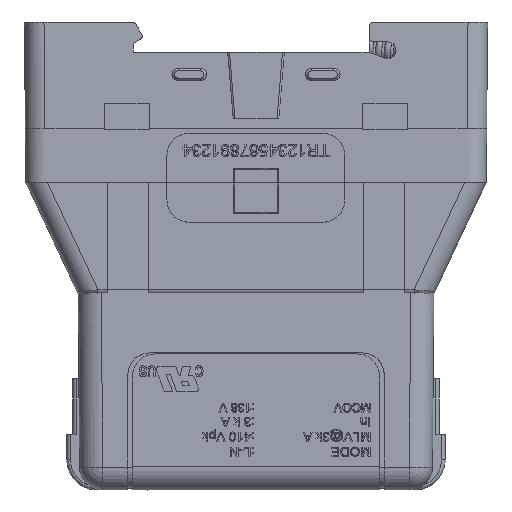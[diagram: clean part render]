
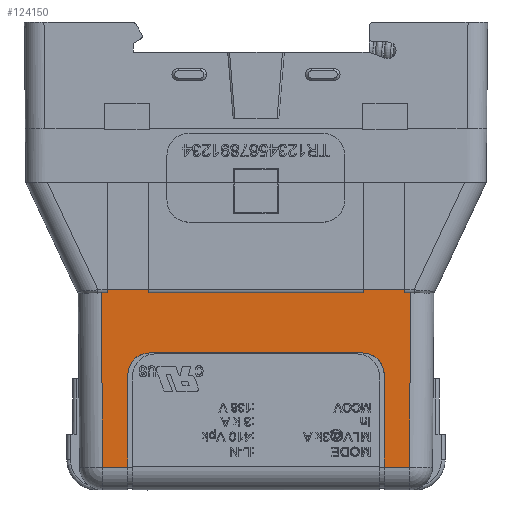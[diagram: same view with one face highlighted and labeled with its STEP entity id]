
A CAD part, front view. The second image highlights one B-rep face of the part: STEP entity #124150.
In plain terms, the highlighted planar face has unit normal (0, -1, -0.009).
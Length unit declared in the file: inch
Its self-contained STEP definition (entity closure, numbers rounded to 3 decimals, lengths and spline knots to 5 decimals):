
#4096 = DIRECTION ( 'NONE',  ( 0., 0.009, -1. ) ) ;
#5784 = LINE ( 'NONE', #169852, #173617 ) ;
#6588 = CARTESIAN_POINT ( 'NONE',  ( -0.72, -0.49131, -0.99613 ) ) ;
#7058 = LINE ( 'NONE', #10662, #217586 ) ;
#10662 = CARTESIAN_POINT ( 'NONE',  ( 0.72, -0.49131, -0.99613 ) ) ;
#12629 = VERTEX_POINT ( 'NONE', #16132 ) ;
#15020 = CARTESIAN_POINT ( 'NONE',  ( -0.86131, -0.49131, -0.99613 ) ) ;
#16132 = CARTESIAN_POINT ( 'NONE',  ( -0.6, -0.4969, -0.355 ) ) ;
#23333 = ORIENTED_EDGE ( 'NONE', *, *, #30912, .T. ) ;
#26603 = DIRECTION ( 'NONE',  ( 0., -0.009, 1. ) ) ;
#28567 = LINE ( 'NONE', #132328, #150684 ) ;
#29398 = EDGE_CURVE ( 'NONE', #103525, #93511, #7058, .T. ) ;
#30912 = EDGE_CURVE ( 'NONE', #12629, #106411, #181905, .T. ) ;
#34319 = ORIENTED_EDGE ( 'NONE', *, *, #85413, .T. ) ;
#34960 = VERTEX_POINT ( 'NONE', #206805 ) ;
#35473 = CARTESIAN_POINT ( 'NONE',  ( 1., -0.49131, -0.99613 ) ) ;
#37990 = VECTOR ( 'NONE', #162549, 39.37008 ) ;
#38569 = VERTEX_POINT ( 'NONE', #205494 ) ;
#40429 = EDGE_CURVE ( 'Edge1', #71642, #34960, #28567, .T. ) ;
#41162 = CARTESIAN_POINT ( 'NONE',  ( 0.6, -0.4969, -0.355 ) ) ;
#44307 = DIRECTION ( 'NONE',  ( 0.009, -0.009, 1. ) ) ;
#59424 = CARTESIAN_POINT ( 'NONE',  ( 0.67029, -0.4969, -0.355 ) ) ;
#66808 = AXIS2_PLACEMENT_3D ( 'NONE', #205119, #166991, #4096 ) ;
#71642 = VERTEX_POINT ( 'NONE', #137071 ) ;
#74839 = VECTOR ( 'NONE', #208405, 39.37008 ) ;
#77922 = CARTESIAN_POINT ( 'NONE',  ( 0.72, -0.49585, -0.475 ) ) ;
#78750 = CARTESIAN_POINT ( 'NONE',  ( 0.6, -0.4969, -0.355 ) ) ;
#79940 = DIRECTION ( 'NONE',  ( 1., 0., 0. ) ) ;
#85413 = EDGE_CURVE ( 'NONE', #103525, #167113, #175032, .T. ) ;
#87688 = FACE_OUTER_BOUND ( 'NONE', #153635, .T. ) ;
#93511 = VERTEX_POINT ( 'NONE', #77922 ) ;
#98398 = CARTESIAN_POINT ( 'NONE',  ( -0.72, -0.49131, -0.99613 ) ) ;
#103525 = VERTEX_POINT ( 'NONE', #162557 ) ;
#104242 = CARTESIAN_POINT ( 'NONE',  ( -0.67029, -0.4969, -0.355 ) ) ;
#105162 = ORIENTED_EDGE ( 'NONE', *, *, #40429, .T. ) ;
#106411 = VERTEX_POINT ( 'NONE', #78750 ) ;
#106909 = VECTOR ( 'NONE', #79940, 39.37008 ) ;
#109385 = LINE ( 'NONE', #35473, #37990 ) ;
#109623 = EDGE_CURVE ( 'NONE', #106411, #93511, #201462, .T. ) ;
#113015 = EDGE_CURVE ( 'NONE', #167113, #71642, #5784, .T. ) ;
#114778 = VECTOR ( 'NONE', #128937, 39.37008 ) ;
#123260 = CARTESIAN_POINT ( 'NONE',  ( -0.72, -0.49647, -0.40471 ) ) ;
#124150 = ADVANCED_FACE ( 'Face9', ( #87688 ), #149426, .T. ) ;
#127887 = VECTOR ( 'NONE', #206921, 39.37008 ) ;
#128909 = LINE ( 'NONE', #6588, #74839 ) ;
#128937 = DIRECTION ( 'NONE',  ( 0.009, 0.009, -1. ) ) ;
#132328 = CARTESIAN_POINT ( 'NONE',  ( 1., -0.5, 0. ) ) ;
#137071 = CARTESIAN_POINT ( 'NONE',  ( 0.87, -0.5, 0. ) ) ;
#137921 = VERTEX_POINT ( 'NONE', #15020 ) ;
#144855 = CARTESIAN_POINT ( 'NONE',  ( -0.8602, -0.49019, -1.12387 ) ) ;
#149426 = PLANE ( 'NONE',  #66808 ) ;
#150684 = VECTOR ( 'NONE', #187021, 39.37008 ) ;
#150746 = ORIENTED_EDGE ( 'NONE', *, *, #29398, .F. ) ;
#151630 = LINE ( 'NONE', #144855, #114778 ) ;
#153635 = EDGE_LOOP ( 'NONE', ( #218041, #179643, #23333, #180536, #150746, #34319, #170281, #105162, #183461, #228958 ) ) ;
#155165 = EDGE_CURVE ( 'NONE', #38569, #12629, #217286, .T. ) ;
#159794 = CARTESIAN_POINT ( 'NONE',  ( -0.6, -0.4969, -0.355 ) ) ;
#162549 = DIRECTION ( 'NONE',  ( 1., 0., 0. ) ) ;
#162557 = CARTESIAN_POINT ( 'NONE',  ( 0.72, -0.49131, -0.99613 ) ) ;
#166653 = CARTESIAN_POINT ( 'NONE',  ( 0.72, -0.49585, -0.475 ) ) ;
#166991 = DIRECTION ( 'NONE',  ( 0., -1., -0.009 ) ) ;
#167113 = VERTEX_POINT ( 'NONE', #212415 ) ;
#168163 = EDGE_CURVE ( 'NONE', #34960, #137921, #151630, .T. ) ;
#168200 = CARTESIAN_POINT ( 'NONE',  ( 1., -0.49131, -0.99613 ) ) ;
#169852 = CARTESIAN_POINT ( 'NONE',  ( 0.87001, -0.50001, 0.00113 ) ) ;
#170281 = ORIENTED_EDGE ( 'NONE', *, *, #113015, .T. ) ;
#173617 = VECTOR ( 'NONE', #44307, 39.37008 ) ;
#175032 = LINE ( 'NONE', #168200, #106909 ) ;
#179643 = ORIENTED_EDGE ( 'NONE', *, *, #155165, .T. ) ;
#180536 = ORIENTED_EDGE ( 'NONE', *, *, #109623, .T. ) ;
#181905 = LINE ( 'NONE', #190129, #127887 ) ;
#183461 = ORIENTED_EDGE ( 'NONE', *, *, #168163, .T. ) ;
#184879 = CARTESIAN_POINT ( 'NONE',  ( 0.72, -0.49647, -0.40471 ) ) ;
#187021 = DIRECTION ( 'NONE',  ( -1., 0., 0. ) ) ;
#190129 = CARTESIAN_POINT ( 'NONE',  ( -0.72, -0.4969, -0.355 ) ) ;
#201462 =( BOUNDED_CURVE ( )  B_SPLINE_CURVE ( 3, ( #41162, #59424, #184879, #166653 ),
 .UNSPECIFIED., .F., .T. ) 
 B_SPLINE_CURVE_WITH_KNOTS ( ( 4, 4 ),
 ( 3.14159, 4.71239 ),
 .UNSPECIFIED. ) 
 CURVE ( )  GEOMETRIC_REPRESENTATION_ITEM ( )  RATIONAL_B_SPLINE_CURVE ( ( 1., 0.805, 0.805, 1. ) ) 
 REPRESENTATION_ITEM ( '' )  );
#201719 = EDGE_CURVE ( 'NONE', #137921, #203016, #109385, .T. ) ;
#203016 = VERTEX_POINT ( 'NONE', #98398 ) ;
#205119 = CARTESIAN_POINT ( 'NONE',  ( 1., -0.5, 0. ) ) ;
#205494 = CARTESIAN_POINT ( 'NONE',  ( -0.72, -0.49585, -0.475 ) ) ;
#206805 = CARTESIAN_POINT ( 'NONE',  ( -0.87, -0.5, 0. ) ) ;
#206921 = DIRECTION ( 'NONE',  ( 1., 0., 0. ) ) ;
#208405 = DIRECTION ( 'NONE',  ( 0., -0.009, 1. ) ) ;
#208579 = EDGE_CURVE ( 'NONE', #203016, #38569, #128909, .T. ) ;
#212415 = CARTESIAN_POINT ( 'NONE',  ( 0.86131, -0.49131, -0.99613 ) ) ;
#216294 = CARTESIAN_POINT ( 'NONE',  ( -0.72, -0.49585, -0.475 ) ) ;
#217286 =( BOUNDED_CURVE ( )  B_SPLINE_CURVE ( 3, ( #216294, #123260, #104242, #159794 ),
 .UNSPECIFIED., .F., .T. ) 
 B_SPLINE_CURVE_WITH_KNOTS ( ( 4, 4 ),
 ( 4.71239, 6.28319 ),
 .UNSPECIFIED. ) 
 CURVE ( )  GEOMETRIC_REPRESENTATION_ITEM ( )  RATIONAL_B_SPLINE_CURVE ( ( 1., 0.805, 0.805, 1. ) ) 
 REPRESENTATION_ITEM ( '' )  );
#217586 = VECTOR ( 'NONE', #26603, 39.37008 ) ;
#218041 = ORIENTED_EDGE ( 'NONE', *, *, #208579, .T. ) ;
#228958 = ORIENTED_EDGE ( 'NONE', *, *, #201719, .T. ) ;
